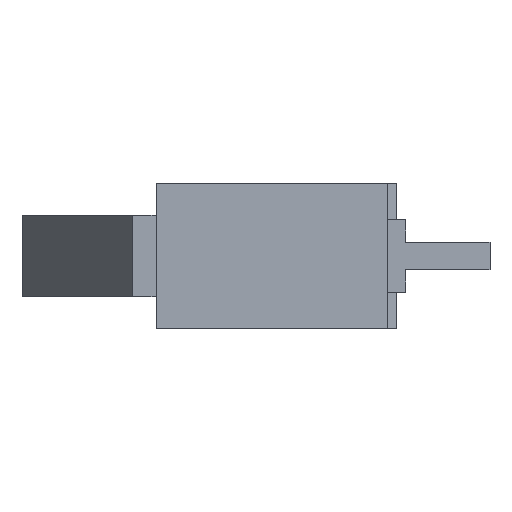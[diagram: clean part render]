
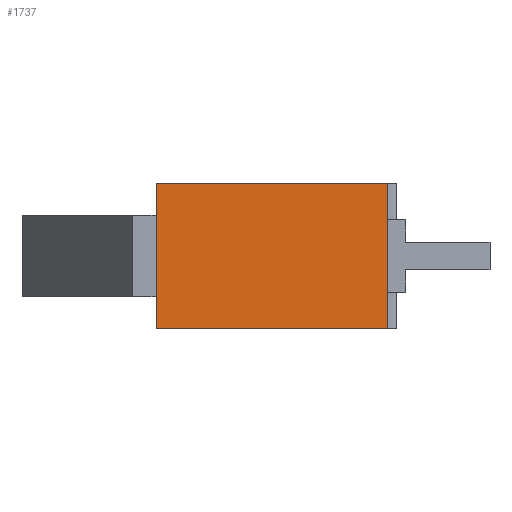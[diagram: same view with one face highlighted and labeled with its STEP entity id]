
A CAD part, left-side view. The second image highlights one B-rep face of the part: STEP entity #1737.
In plain terms, the highlighted planar face has unit normal (-1, 0, 0).
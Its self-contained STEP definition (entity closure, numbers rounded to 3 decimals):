
#19 = EDGE_CURVE ( 'NONE', #1658, #2204, #761, .T. ) ;
#162 = DIRECTION ( 'NONE',  ( 0., 0., 1. ) ) ;
#266 = VECTOR ( 'NONE', #814, 1000. ) ;
#295 = EDGE_CURVE ( 'NONE', #1852, #1365, #781, .T. ) ;
#417 = DIRECTION ( 'NONE',  ( -1., 0., 0. ) ) ;
#433 = VECTOR ( 'NONE', #611, 1000. ) ;
#521 = DIRECTION ( 'NONE',  ( 0., 1., 0. ) ) ;
#611 = DIRECTION ( 'NONE',  ( 0., -1., 0. ) ) ;
#637 = VECTOR ( 'NONE', #521, 1000. ) ;
#665 = CARTESIAN_POINT ( 'NONE',  ( -9.9, 0.4, 3.2 ) ) ;
#761 = LINE ( 'NONE', #1266, #433 ) ;
#766 = CARTESIAN_POINT ( 'NONE',  ( -9.9, 0.4, 3.2 ) ) ;
#781 = LINE ( 'NONE', #766, #637 ) ;
#814 = DIRECTION ( 'NONE',  ( 0., 0., 1. ) ) ;
#863 = LINE ( 'NONE', #1923, #266 ) ;
#1060 = EDGE_CURVE ( 'NONE', #1365, #1658, #2338, .T. ) ;
#1203 = CARTESIAN_POINT ( 'NONE',  ( -9.9, 10.6, -3.2 ) ) ;
#1218 = ORIENTED_EDGE ( 'NONE', *, *, #295, .T. ) ;
#1266 = CARTESIAN_POINT ( 'NONE',  ( -9.9, 5.17, -3.2 ) ) ;
#1355 = ORIENTED_EDGE ( 'NONE', *, *, #19, .T. ) ;
#1365 = VERTEX_POINT ( 'NONE', #2181 ) ;
#1509 = FACE_OUTER_BOUND ( 'NONE', #1910, .T. ) ;
#1658 = VERTEX_POINT ( 'NONE', #2531 ) ;
#1700 = VECTOR ( 'NONE', #2327, 1000. ) ;
#1737 = ADVANCED_FACE ( 'NONE', ( #1509 ), #1738, .T. ) ;
#1738 = PLANE ( 'NONE',  #2715 ) ;
#1852 = VERTEX_POINT ( 'NONE', #665 ) ;
#1910 = EDGE_LOOP ( 'NONE', ( #1355, #2212, #1218, #2077 ) ) ;
#1923 = CARTESIAN_POINT ( 'NONE',  ( -9.9, 0.4, -3.2 ) ) ;
#2077 = ORIENTED_EDGE ( 'NONE', *, *, #1060, .T. ) ;
#2181 = CARTESIAN_POINT ( 'NONE',  ( -9.9, 10.6, 3.2 ) ) ;
#2185 = CARTESIAN_POINT ( 'NONE',  ( -9.9, 0.4, -3.2 ) ) ;
#2188 = EDGE_CURVE ( 'NONE', #2204, #1852, #863, .T. ) ;
#2204 = VERTEX_POINT ( 'NONE', #2382 ) ;
#2212 = ORIENTED_EDGE ( 'NONE', *, *, #2188, .T. ) ;
#2327 = DIRECTION ( 'NONE',  ( 0., 0., -1. ) ) ;
#2338 = LINE ( 'NONE', #1203, #1700 ) ;
#2382 = CARTESIAN_POINT ( 'NONE',  ( -9.9, 0.4, -3.2 ) ) ;
#2531 = CARTESIAN_POINT ( 'NONE',  ( -9.9, 10.6, -3.2 ) ) ;
#2715 = AXIS2_PLACEMENT_3D ( 'NONE', #2185, #417, #162 ) ;
